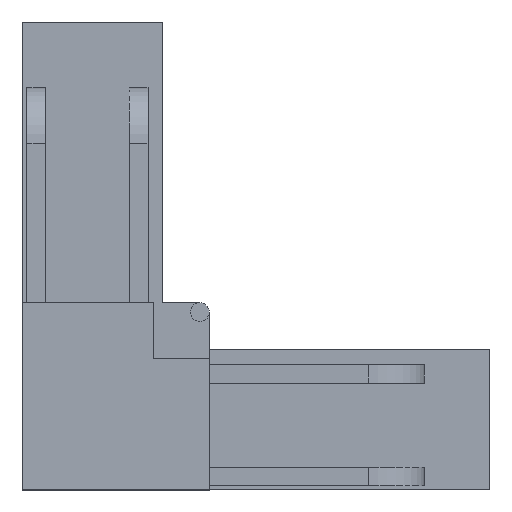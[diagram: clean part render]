
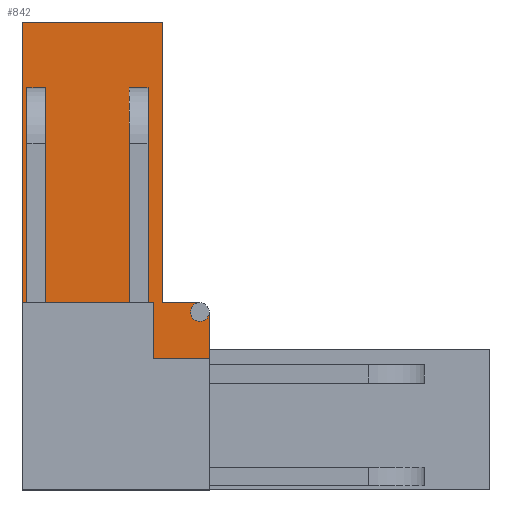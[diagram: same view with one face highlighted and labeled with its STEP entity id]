
A CAD part, top view. The second image highlights one B-rep face of the part: STEP entity #842.
In plain terms, the highlighted planar face has unit normal (0, 0, 1).
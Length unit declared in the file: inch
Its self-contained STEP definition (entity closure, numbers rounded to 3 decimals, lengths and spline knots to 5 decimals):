
#25=PLANE('',#907);
#65=FACE_OUTER_BOUND('',#109,.T.);
#109=EDGE_LOOP('',(#637,#638,#639,#640,#641,#642,#643,#644,#645,#646,#647,
#648,#649,#650,#651,#652,#653,#654));
#150=LINE('',#1203,#257);
#153=LINE('',#1213,#260);
#156=LINE('',#1219,#263);
#160=LINE('',#1232,#267);
#163=LINE('',#1238,#270);
#164=LINE('',#1241,#271);
#166=LINE('',#1245,#273);
#170=LINE('',#1252,#277);
#173=LINE('',#1257,#280);
#175=LINE('',#1261,#282);
#176=LINE('',#1264,#283);
#177=LINE('',#1266,#284);
#178=LINE('',#1268,#285);
#179=LINE('',#1273,#286);
#180=LINE('',#1275,#287);
#181=LINE('',#1276,#288);
#257=VECTOR('',#970,0.3937);
#260=VECTOR('',#979,0.3937);
#263=VECTOR('',#984,0.3937);
#267=VECTOR('',#996,0.3937);
#270=VECTOR('',#1001,0.3937);
#271=VECTOR('',#1004,0.3937);
#273=VECTOR('',#1008,0.3937);
#277=VECTOR('',#1012,0.3937);
#280=VECTOR('',#1015,0.3937);
#282=VECTOR('',#1021,0.3937);
#283=VECTOR('',#1024,0.3937);
#284=VECTOR('',#1025,0.3937);
#285=VECTOR('',#1026,0.3937);
#286=VECTOR('',#1031,0.3937);
#287=VECTOR('',#1032,0.3937);
#288=VECTOR('',#1033,0.3937);
#363=CIRCLE('',#908,0.03937);
#364=CIRCLE('',#909,0.03937);
#381=VERTEX_POINT('',#1200);
#382=VERTEX_POINT('',#1202);
#383=VERTEX_POINT('',#1206);
#386=VERTEX_POINT('',#1211);
#388=VERTEX_POINT('',#1217);
#390=VERTEX_POINT('',#1225);
#393=VERTEX_POINT('',#1230);
#395=VERTEX_POINT('',#1236);
#396=VERTEX_POINT('',#1240);
#397=VERTEX_POINT('',#1244);
#400=VERTEX_POINT('',#1250);
#402=VERTEX_POINT('',#1255);
#403=VERTEX_POINT('',#1263);
#404=VERTEX_POINT('',#1265);
#405=VERTEX_POINT('',#1267);
#406=VERTEX_POINT('',#1269);
#407=VERTEX_POINT('',#1271);
#408=VERTEX_POINT('',#1274);
#465=EDGE_CURVE('',#382,#381,#150,.T.);
#470=EDGE_CURVE('',#383,#386,#153,.T.);
#473=EDGE_CURVE('',#386,#388,#156,.T.);
#479=EDGE_CURVE('',#390,#393,#160,.T.);
#482=EDGE_CURVE('',#393,#395,#163,.T.);
#483=EDGE_CURVE('',#396,#383,#164,.T.);
#485=EDGE_CURVE('',#396,#397,#166,.T.);
#489=EDGE_CURVE('',#400,#395,#170,.T.);
#492=EDGE_CURVE('',#402,#388,#173,.T.);
#494=EDGE_CURVE('',#402,#390,#175,.T.);
#495=EDGE_CURVE('',#403,#400,#176,.T.);
#496=EDGE_CURVE('',#404,#403,#177,.T.);
#497=EDGE_CURVE('',#404,#405,#178,.T.);
#498=EDGE_CURVE('',#405,#406,#363,.T.);
#499=EDGE_CURVE('',#406,#407,#364,.T.);
#500=EDGE_CURVE('',#407,#382,#179,.T.);
#501=EDGE_CURVE('',#408,#381,#180,.T.);
#502=EDGE_CURVE('',#397,#408,#181,.T.);
#637=ORIENTED_EDGE('',*,*,#473,.T.);
#638=ORIENTED_EDGE('',*,*,#492,.F.);
#639=ORIENTED_EDGE('',*,*,#494,.T.);
#640=ORIENTED_EDGE('',*,*,#479,.T.);
#641=ORIENTED_EDGE('',*,*,#482,.T.);
#642=ORIENTED_EDGE('',*,*,#489,.F.);
#643=ORIENTED_EDGE('',*,*,#495,.F.);
#644=ORIENTED_EDGE('',*,*,#496,.F.);
#645=ORIENTED_EDGE('',*,*,#497,.T.);
#646=ORIENTED_EDGE('',*,*,#498,.T.);
#647=ORIENTED_EDGE('',*,*,#499,.T.);
#648=ORIENTED_EDGE('',*,*,#500,.T.);
#649=ORIENTED_EDGE('',*,*,#465,.T.);
#650=ORIENTED_EDGE('',*,*,#501,.F.);
#651=ORIENTED_EDGE('',*,*,#502,.F.);
#652=ORIENTED_EDGE('',*,*,#485,.F.);
#653=ORIENTED_EDGE('',*,*,#483,.T.);
#654=ORIENTED_EDGE('',*,*,#470,.T.);
#842=ADVANCED_FACE('',(#65),#25,.T.);
#907=AXIS2_PLACEMENT_3D('',#1262,#1022,#1023);
#908=AXIS2_PLACEMENT_3D('',#1270,#1027,#1028);
#909=AXIS2_PLACEMENT_3D('',#1272,#1029,#1030);
#970=DIRECTION('',(0.,1.,0.));
#979=DIRECTION('',(1.,0.,0.));
#984=DIRECTION('',(0.,-1.,0.));
#996=DIRECTION('',(1.,0.,0.));
#1001=DIRECTION('',(0.,-1.,0.));
#1004=DIRECTION('',(0.,1.,0.));
#1008=DIRECTION('',(-1.,0.,0.));
#1012=DIRECTION('',(-1.,0.,0.));
#1015=DIRECTION('',(-1.,0.,0.));
#1021=DIRECTION('',(0.,1.,0.));
#1022=DIRECTION('center_axis',(0.,0.,1.));
#1023=DIRECTION('ref_axis',(1.,0.,0.));
#1024=DIRECTION('',(0.,1.,0.));
#1025=DIRECTION('',(-1.,0.,0.));
#1026=DIRECTION('',(0.,1.,0.));
#1027=DIRECTION('center_axis',(0.,0.,-1.));
#1028=DIRECTION('ref_axis',(1.,0.,0.));
#1029=DIRECTION('center_axis',(0.,0.,-1.));
#1030=DIRECTION('ref_axis',(1.,0.,0.));
#1031=DIRECTION('',(-1.,0.,0.));
#1032=DIRECTION('',(1.,0.,0.));
#1033=DIRECTION('',(0.,1.,0.));
#1200=CARTESIAN_POINT('',(0.34055,1.4311,0.08268));
#1202=CARTESIAN_POINT('',(0.34055,0.25,0.08268));
#1203=CARTESIAN_POINT('',(0.34055,0.25,0.08268));
#1206=CARTESIAN_POINT('',(-0.23,1.15551,0.08268));
#1211=CARTESIAN_POINT('',(-0.15126,1.15551,0.08268));
#1213=CARTESIAN_POINT('',(0.11433,1.15551,0.08268));
#1217=CARTESIAN_POINT('',(-0.15126,0.25,0.08268));
#1219=CARTESIAN_POINT('',(-0.15126,0.19094,0.08268));
#1225=CARTESIAN_POINT('',(0.20126,1.15551,0.08268));
#1230=CARTESIAN_POINT('',(0.28,1.15551,0.08268));
#1232=CARTESIAN_POINT('',(0.32996,1.15551,0.08268));
#1236=CARTESIAN_POINT('',(0.28,0.25,0.08268));
#1238=CARTESIAN_POINT('',(0.28,0.19094,0.08268));
#1240=CARTESIAN_POINT('',(-0.23,0.25,0.08268));
#1241=CARTESIAN_POINT('',(-0.23,0.19094,0.08268));
#1244=CARTESIAN_POINT('',(-0.25,0.25,0.08268));
#1245=CARTESIAN_POINT('',(0.02559,0.25,0.08268));
#1250=CARTESIAN_POINT('',(0.30118,0.25,0.08268));
#1252=CARTESIAN_POINT('',(0.02559,0.25,0.08268));
#1255=CARTESIAN_POINT('',(0.20126,0.25,0.08268));
#1257=CARTESIAN_POINT('',(0.02559,0.25,0.08268));
#1261=CARTESIAN_POINT('',(0.20126,0.19094,0.08268));
#1262=CARTESIAN_POINT('Origin',(0.41929,0.13189,0.08268));
#1263=CARTESIAN_POINT('',(0.30118,0.01378,0.08268));
#1264=CARTESIAN_POINT('',(0.30118,0.07283,0.08268));
#1265=CARTESIAN_POINT('',(0.5374,0.01378,0.08268));
#1266=CARTESIAN_POINT('',(0.47835,0.01378,0.08268));
#1267=CARTESIAN_POINT('',(0.5374,0.21063,0.08268));
#1268=CARTESIAN_POINT('',(0.5374,0.01378,0.08268));
#1269=CARTESIAN_POINT('',(0.45866,0.21063,0.08268));
#1270=CARTESIAN_POINT('Origin',(0.49803,0.21063,0.08268));
#1271=CARTESIAN_POINT('',(0.49803,0.25,0.08268));
#1272=CARTESIAN_POINT('Origin',(0.49803,0.21063,0.08268));
#1273=CARTESIAN_POINT('',(0.5374,0.25,0.08268));
#1274=CARTESIAN_POINT('',(-0.25,1.4311,0.08268));
#1275=CARTESIAN_POINT('',(0.34055,1.4311,0.08268));
#1276=CARTESIAN_POINT('',(-0.25,0.25,0.08268));
